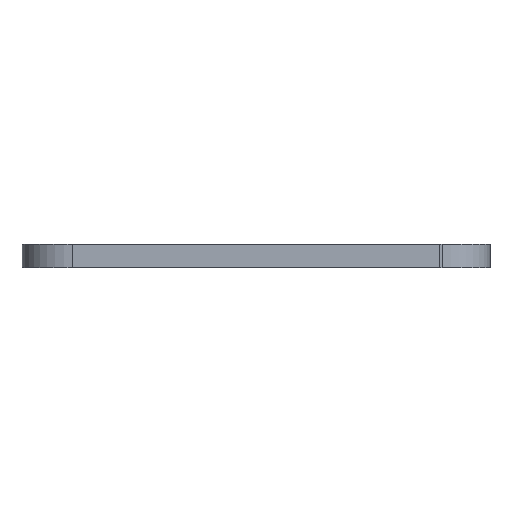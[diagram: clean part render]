
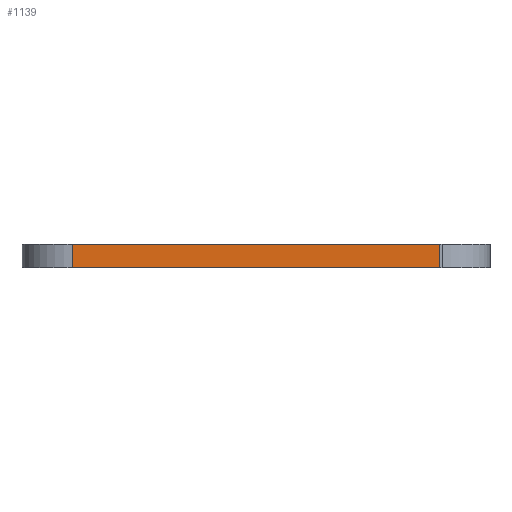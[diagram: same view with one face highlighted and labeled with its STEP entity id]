
A CAD part, left-side view. The second image highlights one B-rep face of the part: STEP entity #1139.
In plain terms, the highlighted planar face has unit normal (-1, 0, 0).
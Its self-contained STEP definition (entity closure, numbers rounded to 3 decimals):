
#146 = VERTEX_POINT('',#147);
#147 = CARTESIAN_POINT('',(-31.25,12.75,0.));
#154 = EDGE_CURVE('',#155,#146,#157,.T.);
#155 = VERTEX_POINT('',#156);
#156 = CARTESIAN_POINT('',(-31.25,-12.75,0.));
#157 = LINE('',#158,#159);
#158 = CARTESIAN_POINT('',(-31.25,-12.75,0.));
#159 = VECTOR('',#160,1.);
#160 = DIRECTION('',(0.,1.,0.));
#629 = VERTEX_POINT('',#630);
#630 = CARTESIAN_POINT('',(-31.25,12.75,1.6));
#637 = EDGE_CURVE('',#638,#629,#640,.T.);
#638 = VERTEX_POINT('',#639);
#639 = CARTESIAN_POINT('',(-31.25,-12.75,1.6));
#640 = LINE('',#641,#642);
#641 = CARTESIAN_POINT('',(-31.25,-12.75,1.6));
#642 = VECTOR('',#643,1.);
#643 = DIRECTION('',(0.,1.,0.));
#1109 = EDGE_CURVE('',#146,#629,#1110,.T.);
#1110 = LINE('',#1111,#1112);
#1111 = CARTESIAN_POINT('',(-31.25,12.75,0.));
#1112 = VECTOR('',#1113,1.);
#1113 = DIRECTION('',(0.,0.,1.));
#1139 = ADVANCED_FACE('',(#1140),#1151,.T.);
#1140 = FACE_BOUND('',#1141,.T.);
#1141 = EDGE_LOOP('',(#1142,#1148,#1149,#1150));
#1142 = ORIENTED_EDGE('',*,*,#1143,.T.);
#1143 = EDGE_CURVE('',#155,#638,#1144,.T.);
#1144 = LINE('',#1145,#1146);
#1145 = CARTESIAN_POINT('',(-31.25,-12.75,0.));
#1146 = VECTOR('',#1147,1.);
#1147 = DIRECTION('',(0.,0.,1.));
#1148 = ORIENTED_EDGE('',*,*,#637,.T.);
#1149 = ORIENTED_EDGE('',*,*,#1109,.F.);
#1150 = ORIENTED_EDGE('',*,*,#154,.F.);
#1151 = PLANE('',#1152);
#1152 = AXIS2_PLACEMENT_3D('',#1153,#1154,#1155);
#1153 = CARTESIAN_POINT('',(-31.25,-12.75,0.));
#1154 = DIRECTION('',(-1.,0.,0.));
#1155 = DIRECTION('',(0.,1.,0.));
